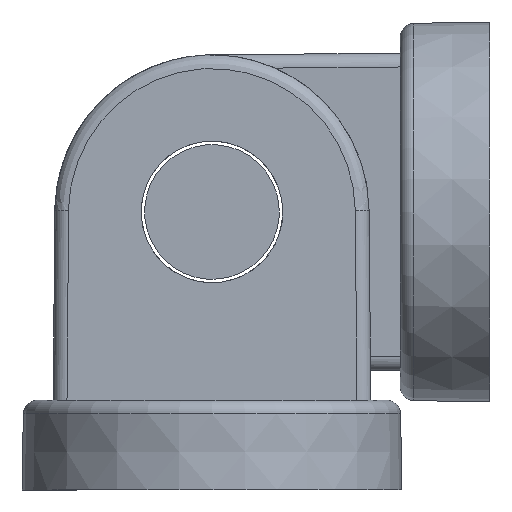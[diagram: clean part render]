
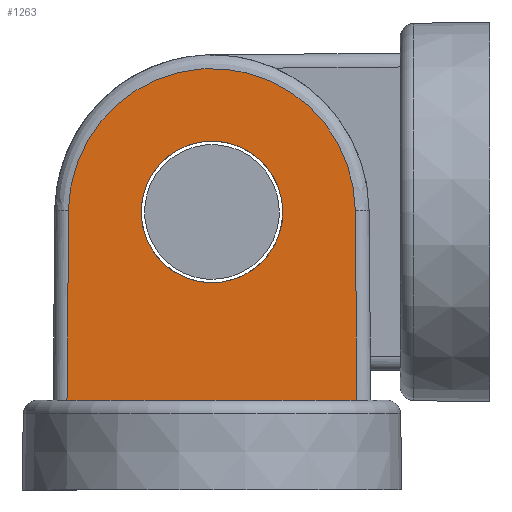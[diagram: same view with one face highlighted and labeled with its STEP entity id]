
A CAD part, left-side view. The second image highlights one B-rep face of the part: STEP entity #1263.
In plain terms, the highlighted face is planar.
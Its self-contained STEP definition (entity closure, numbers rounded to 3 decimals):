
#65=B_SPLINE_CURVE_WITH_KNOTS('',3,(#2672,#2673,#2674,#2675,#2676,#2677,
#2678,#2679,#2680,#2681,#2682,#2683,#2684,#2685,#2686,#2687,#2688,#2689,
#2690,#2691,#2692,#2693,#2694,#2695,#2696,#2697,#2698,#2699,#2700,#2701,
#2702,#2703,#2704,#2705,#2706,#2707,#2708,#2709,#2710,#2711,#2712,#2713,
#2714,#2715,#2716,#2717,#2718,#2719),.UNSPECIFIED.,.F.,.F.,(4,2,2,2,2,2,
2,2,2,2,2,2,2,2,2,2,2,2,2,2,2,2,2,4),(0.,0.049,0.1,
0.151,0.2,0.25,0.296,0.344,
0.392,0.44,0.486,0.5,0.546,
0.594,0.642,0.69,0.736,
0.75,0.795,0.84,0.887,0.933,
0.977,1.),.UNSPECIFIED.);
#79=ELLIPSE('',#1421,2.05,2.05);
#122=LINE('',#2567,#194);
#136=LINE('',#2720,#208);
#137=LINE('',#2721,#209);
#194=VECTOR('',#1714,8.395);
#208=VECTOR('',#1770,5.49);
#209=VECTOR('',#1771,5.49);
#241=PLANE('',#1420);
#274=FACE_BOUND('',#440,.T.);
#333=FACE_OUTER_BOUND('',#439,.T.);
#439=EDGE_LOOP('',(#1064,#1065,#1066,#1067));
#440=EDGE_LOOP('',(#1068));
#638=VERTEX_POINT('',#2564);
#639=VERTEX_POINT('',#2566);
#660=VERTEX_POINT('',#2670);
#661=VERTEX_POINT('',#2671);
#662=VERTEX_POINT('',#2722);
#779=EDGE_CURVE('',#638,#639,#122,.T.);
#808=EDGE_CURVE('',#660,#661,#65,.T.);
#809=EDGE_CURVE('',#661,#639,#136,.T.);
#810=EDGE_CURVE('',#638,#660,#137,.T.);
#811=EDGE_CURVE('',#662,#662,#79,.T.);
#1064=ORIENTED_EDGE('',*,*,#808,.T.);
#1065=ORIENTED_EDGE('',*,*,#809,.T.);
#1066=ORIENTED_EDGE('',*,*,#779,.F.);
#1067=ORIENTED_EDGE('',*,*,#810,.T.);
#1068=ORIENTED_EDGE('',*,*,#811,.F.);
#1263=ADVANCED_FACE('',(#333,#274),#241,.T.);
#1420=AXIS2_PLACEMENT_3D('',#2669,#1768,#1769);
#1421=AXIS2_PLACEMENT_3D('',#2723,#1772,#1773);
#1714=DIRECTION('',(0.,0.,-1.));
#1768=DIRECTION('center_axis',(-1.,0.009,0.));
#1769=DIRECTION('ref_axis',(-0.009,-1.,0.));
#1770=DIRECTION('',(-0.009,-1.,-0.009));
#1771=DIRECTION('',(0.009,1.,-0.009));
#1772=DIRECTION('center_axis',(-1.,0.009,0.));
#1773=DIRECTION('ref_axis',(-0.009,-1.,0.));
#2564=CARTESIAN_POINT('',(-15.687,2.6,4.198));
#2566=CARTESIAN_POINT('',(-15.687,2.6,-4.198));
#2567=CARTESIAN_POINT('',(-15.687,2.6,4.55));
#2669=CARTESIAN_POINT('Origin',(-15.6,12.6,0.));
#2670=CARTESIAN_POINT('',(-15.639,8.09,4.15));
#2671=CARTESIAN_POINT('',(-15.639,8.09,-4.15));
#2672=CARTESIAN_POINT('Ctrl Pts',(-15.639,8.09,4.15));
#2673=CARTESIAN_POINT('Ctrl Pts',(-15.638,8.301,4.148));
#2674=CARTESIAN_POINT('Ctrl Pts',(-15.636,8.512,4.129));
#2675=CARTESIAN_POINT('Ctrl Pts',(-15.632,8.936,4.059));
#2676=CARTESIAN_POINT('Ctrl Pts',(-15.63,9.151,4.005));
#2677=CARTESIAN_POINT('Ctrl Pts',(-15.626,9.568,3.866));
#2678=CARTESIAN_POINT('Ctrl Pts',(-15.625,9.771,3.78));
#2679=CARTESIAN_POINT('Ctrl Pts',(-15.621,10.157,3.58));
#2680=CARTESIAN_POINT('Ctrl Pts',(-15.62,10.34,3.467));
#2681=CARTESIAN_POINT('Ctrl Pts',(-15.617,10.686,3.214));
#2682=CARTESIAN_POINT('Ctrl Pts',(-15.615,10.849,3.074));
#2683=CARTESIAN_POINT('Ctrl Pts',(-15.613,11.141,2.78));
#2684=CARTESIAN_POINT('Ctrl Pts',(-15.612,11.271,2.628));
#2685=CARTESIAN_POINT('Ctrl Pts',(-15.61,11.511,2.301));
#2686=CARTESIAN_POINT('Ctrl Pts',(-15.609,11.62,2.126));
#2687=CARTESIAN_POINT('Ctrl Pts',(-15.607,11.814,1.758));
#2688=CARTESIAN_POINT('Ctrl Pts',(-15.606,11.898,1.565));
#2689=CARTESIAN_POINT('Ctrl Pts',(-15.605,12.037,1.171));
#2690=CARTESIAN_POINT('Ctrl Pts',(-15.604,12.091,0.971));
#2691=CARTESIAN_POINT('Ctrl Pts',(-15.604,12.167,0.572));
#2692=CARTESIAN_POINT('Ctrl Pts',(-15.604,12.191,0.375));
#2693=CARTESIAN_POINT('Ctrl Pts',(-15.603,12.202,0.118));
#2694=CARTESIAN_POINT('Ctrl Pts',(-15.603,12.203,0.059));
#2695=CARTESIAN_POINT('Ctrl Pts',(-15.603,12.204,-0.2));
#2696=CARTESIAN_POINT('Ctrl Pts',(-15.604,12.188,-0.399));
#2697=CARTESIAN_POINT('Ctrl Pts',(-15.604,12.129,-0.8));
#2698=CARTESIAN_POINT('Ctrl Pts',(-15.605,12.083,-1.001));
#2699=CARTESIAN_POINT('Ctrl Pts',(-15.606,11.962,-1.399));
#2700=CARTESIAN_POINT('Ctrl Pts',(-15.606,11.886,-1.596));
#2701=CARTESIAN_POINT('Ctrl Pts',(-15.608,11.707,-1.972));
#2702=CARTESIAN_POINT('Ctrl Pts',(-15.609,11.604,-2.153));
#2703=CARTESIAN_POINT('Ctrl Pts',(-15.611,11.378,-2.49));
#2704=CARTESIAN_POINT('Ctrl Pts',(-15.612,11.255,-2.647));
#2705=CARTESIAN_POINT('Ctrl Pts',(-15.613,11.083,-2.837));
#2706=CARTESIAN_POINT('Ctrl Pts',(-15.614,11.042,-2.88));
#2707=CARTESIAN_POINT('Ctrl Pts',(-15.615,10.865,-3.059));
#2708=CARTESIAN_POINT('Ctrl Pts',(-15.616,10.719,-3.186));
#2709=CARTESIAN_POINT('Ctrl Pts',(-15.619,10.408,-3.421));
#2710=CARTESIAN_POINT('Ctrl Pts',(-15.621,10.241,-3.529));
#2711=CARTESIAN_POINT('Ctrl Pts',(-15.624,9.892,-3.722));
#2712=CARTESIAN_POINT('Ctrl Pts',(-15.625,9.709,-3.807));
#2713=CARTESIAN_POINT('Ctrl Pts',(-15.628,9.334,-3.949));
#2714=CARTESIAN_POINT('Ctrl Pts',(-15.63,9.144,-4.006));
#2715=CARTESIAN_POINT('Ctrl Pts',(-15.633,8.764,-4.092));
#2716=CARTESIAN_POINT('Ctrl Pts',(-15.635,8.575,-4.121));
#2717=CARTESIAN_POINT('Ctrl Pts',(-15.638,8.287,-4.144));
#2718=CARTESIAN_POINT('Ctrl Pts',(-15.639,8.188,-4.149));
#2719=CARTESIAN_POINT('Ctrl Pts',(-15.639,8.09,-4.15));
#2720=CARTESIAN_POINT('',(-15.6,12.636,-4.11));
#2721=CARTESIAN_POINT('',(-15.6,12.636,4.11));
#2722=CARTESIAN_POINT('',(-15.622,10.1,0.));
#2723=CARTESIAN_POINT('Origin',(-15.64,8.05,0.));
